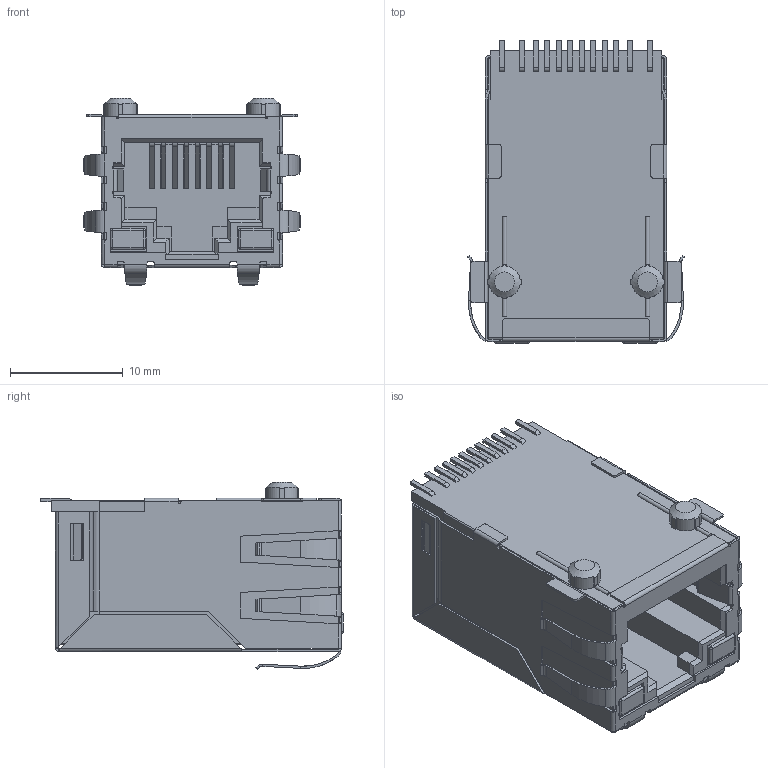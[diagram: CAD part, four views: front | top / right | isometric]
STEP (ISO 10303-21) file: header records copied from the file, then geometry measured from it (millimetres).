
FILE_DESCRIPTION( ( 'Unknown' ), '1' );
FILE_NAME( '74980111211.stp', 'Unknown', ( 'Unknown' ), ( 'Unknown' ), 'PSStep 19.0.9', 'Unknown', ' ' );
FILE_SCHEMA( ( 'AUTOMOTIVE_DESIGN { 1 0 10303 214 1 1 1 1 }' ) );
Length unit declared in the file: millimetre
Products named in the file (5): Assem1; Insulator; shielding
Assembly tree (4 placements, depth 2):
  Assem1
    Insulator
    Insulator
    Insulator
    shielding
Bounding box: 19.3 x 26.85 x 16.62 mm (x, y, z)
Volume: 3426.3 mm3; surface area: 5879.6 mm2
Topology: 4 solids, 4 shells, 996 faces, 2683 edges, 1672 vertices
Faces by surface type: plane 654, cylinder 256, bspline 56, sphere 14, extrusion 14, cone 2
Entity records: 39891 total; most frequent: CARTESIAN_POINT 7328, ORIENTED_EDGE 5334, DIRECTION 4701, EDGE_CURVE 2667, VECTOR 1979, LINE 1965, VERTEX_POINT 1672, AXIS2_PLACEMENT_3D 1361
